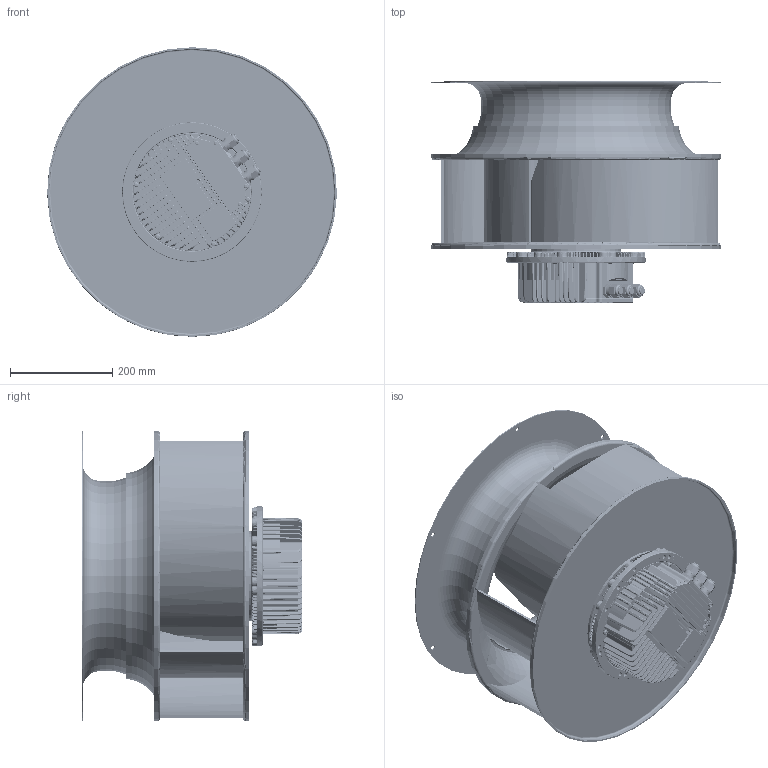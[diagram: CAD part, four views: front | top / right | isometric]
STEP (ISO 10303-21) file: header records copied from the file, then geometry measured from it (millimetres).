
FILE_DESCRIPTION((''),'2;1');
FILE_NAME('OD150_NUT_MOTOR_ASM','2017-11-07T',('CHESTER.YAN'),(''),'CREO PARAMETRIC BY PTC INC, 2015080','CREO PARAMETRIC BY PTC INC, 2015080','');
FILE_SCHEMA(('CONFIG_CONTROL_DESIGN'));
Products named in the file (18): PRT0005_1_1_1_1_1; PRT0005_1_2_1_1_1; PRT0005_1_3_1_1_1; PRT0005_1_ASM_1_1_ASM_1_ASM; PRT0006_1_1_2_1_1; PRT0006_1_1_2_2_1; PRT0006_1_1_2_3_1; PRT0006_1_1_2_4_1; PRT0006_1_1_2_5_1; PRT0006_1_1_2_6_1; PRT0006_1_1_2_7_1; PRT0006_1_1_2_ASM_1_ASM; OD150_CASE_1_1_1; ASM0003_ASM_1_1_ASM_1_ASM; ASM0001_ASM_1_ASM; PRT0001; 056_35R_NOZZLE_N1; OD150_NUT_MOTOR_ASM
Assembly tree (17 placements, depth 5):
  OD150_NUT_MOTOR_ASM
    ASM0001_ASM_1_ASM
      ASM0003_ASM_1_1_ASM_1_ASM
        PRT0005_1_ASM_1_1_ASM_1_ASM
          PRT0005_1_1_1_1_1
          PRT0005_1_2_1_1_1
          PRT0005_1_3_1_1_1
        PRT0006_1_1_2_ASM_1_ASM
          PRT0006_1_1_2_1_1
          PRT0006_1_1_2_2_1
          PRT0006_1_1_2_3_1
          PRT0006_1_1_2_4_1
          PRT0006_1_1_2_5_1
          PRT0006_1_1_2_6_1
          PRT0006_1_1_2_7_1
        OD150_CASE_1_1_1
    PRT0001
    056_35R_NOZZLE_N1
Bounding box: 565.2 x 431.4 x 565.2 mm (x, y, z)
Volume: 7377979 mm3; surface area: 2657375.5 mm2
Topology: 12 solids, 29 shells, 5805 faces, 14812 edges, 8964 vertices
Faces by surface type: cylinder 1712, bspline 1532, plane 1072, torus 786, cone 351, extrusion 211, sphere 76, revolution 65
Entity records: 323257 total; most frequent: CARTESIAN_POINT 194723, ORIENTED_EDGE 29101, DIRECTION 23456, EDGE_CURVE 14672, AXIS2_PLACEMENT_3D 9609, VERTEX_POINT 8964, EDGE_LOOP 6021, FACE_OUTER_BOUND 5805
